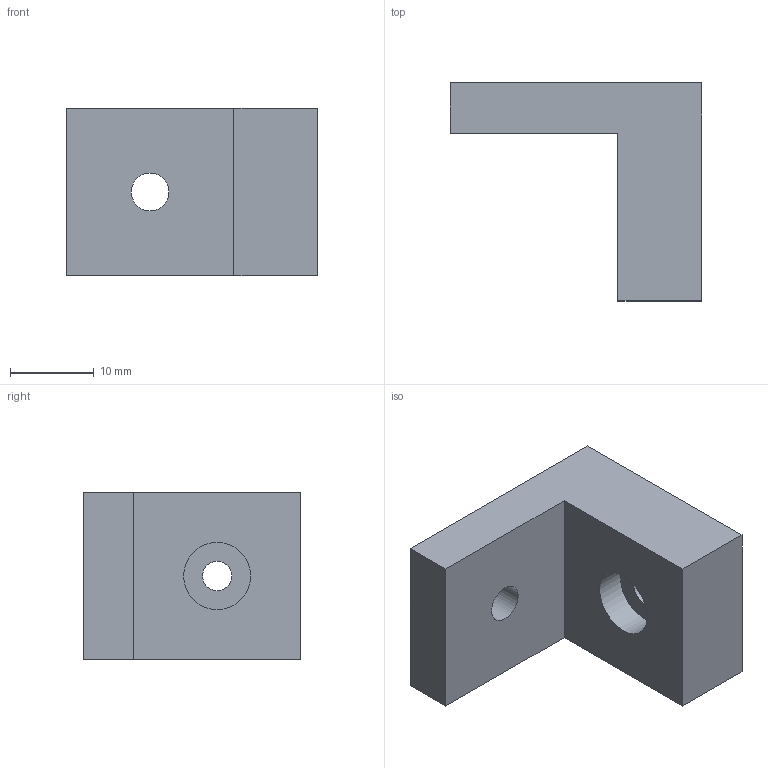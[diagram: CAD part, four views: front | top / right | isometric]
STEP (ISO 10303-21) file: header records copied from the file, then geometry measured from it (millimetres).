
FILE_DESCRIPTION(('FreeCAD Model'),'2;1');
FILE_NAME('PS-mount.step', '2014-07-28T20:25:42',('FreeCAD'),('FreeCAD'), 'Open CASCADE STEP processor 6.6','FreeCAD','Unknown');
FILE_SCHEMA(('AUTOMOTIVE_DESIGN_CC2 { 1 2 10303 214 -1 1 5 4 }'));
Length unit declared in the file: millimetre
Products named in the file (1): Open CASCADE STEP translator 6.6 55
Bounding box: 30 x 26 x 20 mm (x, y, z)
Volume: 7266.1 mm3; surface area: 3193.2 mm2
Topology: 1 solids, 1 shells, 12 faces, 30 edges, 21 vertices
Faces by surface type: plane 9, cylinder 3
Full cylindrical faces by diameter (mm): 3.5 x1, 4.5 x1, 8 x1
Entity records: 790 total; most frequent: CARTESIAN_POINT 154, DIRECTION 120, LINE 72, VECTOR 72, ORIENTED_EDGE 60, PCURVE 60, DEFINITIONAL_REPRESENTATION 60, EDGE_CURVE 30
